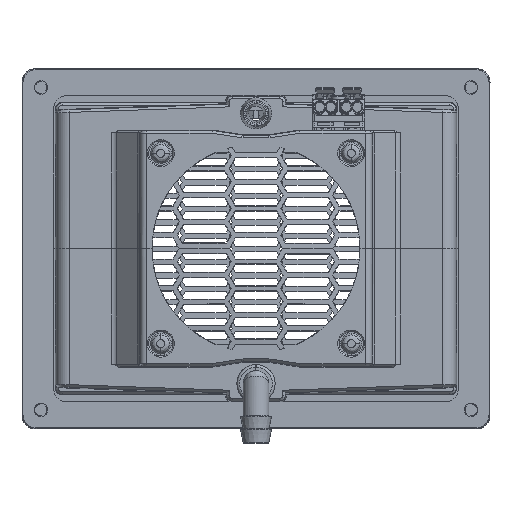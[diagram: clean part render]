
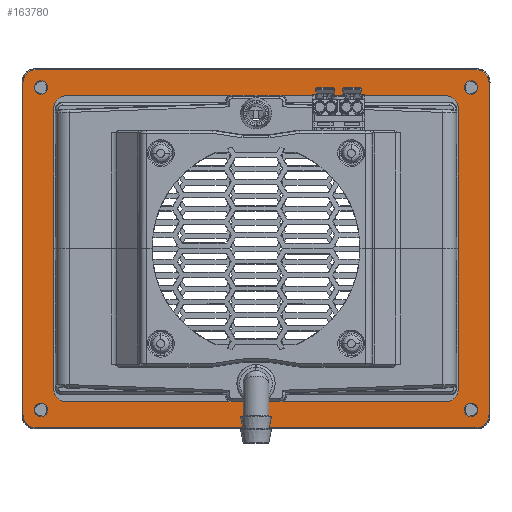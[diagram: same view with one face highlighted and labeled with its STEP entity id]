
A CAD part, top view. The second image highlights one B-rep face of the part: STEP entity #163780.
In plain terms, the highlighted face is planar.
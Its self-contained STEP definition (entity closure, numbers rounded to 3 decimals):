
#163299=CARTESIAN_POINT('',(82.5,62.25,0.));
#163300=DIRECTION('',(0.,0.,1.));
#163301=DIRECTION('',(1.,0.,0.));
#163302=AXIS2_PLACEMENT_3D('',#163299,#163300,#163301);
#163304=CARTESIAN_POINT('',(-82.5,62.25,0.));
#163305=DIRECTION('',(0.,0.,1.));
#163306=DIRECTION('',(0.,1.,0.));
#163307=AXIS2_PLACEMENT_3D('',#163304,#163305,#163306);
#163309=CARTESIAN_POINT('',(-82.5,-62.25,0.));
#163310=DIRECTION('',(0.,0.,1.));
#163311=DIRECTION('',(-1.,0.,0.));
#163312=AXIS2_PLACEMENT_3D('',#163309,#163310,#163311);
#163314=CARTESIAN_POINT('',(82.5,-62.25,0.));
#163315=DIRECTION('',(0.,0.,1.));
#163316=DIRECTION('',(0.,-1.,0.));
#163317=AXIS2_PLACEMENT_3D('',#163314,#163315,#163316);
#163319=CARTESIAN_POINT('',(-80.75,60.5,0.));
#163320=DIRECTION('',(0.,0.,-1.));
#163321=DIRECTION('',(-1.,0.,0.));
#163322=AXIS2_PLACEMENT_3D('',#163319,#163320,#163321);
#163324=CARTESIAN_POINT('',(-80.75,60.5,0.));
#163325=DIRECTION('',(0.,0.,-1.));
#163326=DIRECTION('',(1.,0.,0.));
#163327=AXIS2_PLACEMENT_3D('',#163324,#163325,#163326);
#163329=CARTESIAN_POINT('',(80.75,-60.5,0.));
#163330=DIRECTION('',(0.,0.,-1.));
#163331=DIRECTION('',(-1.,0.,0.));
#163332=AXIS2_PLACEMENT_3D('',#163329,#163330,#163331);
#163334=CARTESIAN_POINT('',(80.75,-60.5,0.));
#163335=DIRECTION('',(0.,0.,-1.));
#163336=DIRECTION('',(1.,0.,0.));
#163337=AXIS2_PLACEMENT_3D('',#163334,#163335,#163336);
#163339=CARTESIAN_POINT('',(-80.75,-60.5,0.));
#163340=DIRECTION('',(0.,0.,-1.));
#163341=DIRECTION('',(-1.,0.,0.));
#163342=AXIS2_PLACEMENT_3D('',#163339,#163340,#163341);
#163344=CARTESIAN_POINT('',(-80.75,-60.5,0.));
#163345=DIRECTION('',(0.,0.,-1.));
#163346=DIRECTION('',(1.,0.,0.));
#163347=AXIS2_PLACEMENT_3D('',#163344,#163345,#163346);
#163349=CARTESIAN_POINT('',(71.,52.5,0.));
#163350=DIRECTION('',(0.,0.,-1.));
#163351=DIRECTION('',(0.,1.,0.));
#163352=AXIS2_PLACEMENT_3D('',#163349,#163350,#163351);
#163354=CARTESIAN_POINT('',(71.,-52.5,0.));
#163355=DIRECTION('',(0.,0.,-1.));
#163356=DIRECTION('',(1.,0.,0.));
#163357=AXIS2_PLACEMENT_3D('',#163354,#163355,#163356);
#163359=CARTESIAN_POINT('',(-71.,-52.5,0.));
#163360=DIRECTION('',(0.,0.,-1.));
#163361=DIRECTION('',(0.,-1.,0.));
#163362=AXIS2_PLACEMENT_3D('',#163359,#163360,#163361);
#163364=CARTESIAN_POINT('',(-71.,52.5,0.));
#163365=DIRECTION('',(0.,0.,-1.));
#163366=DIRECTION('',(-1.,0.,0.));
#163367=AXIS2_PLACEMENT_3D('',#163364,#163365,#163366);
#163369=CARTESIAN_POINT('',(80.75,60.5,0.));
#163370=DIRECTION('',(0.,0.,-1.));
#163371=DIRECTION('',(-1.,0.,0.));
#163372=AXIS2_PLACEMENT_3D('',#163369,#163370,#163371);
#163374=CARTESIAN_POINT('',(80.75,60.5,0.));
#163375=DIRECTION('',(0.,0.,-1.));
#163376=DIRECTION('',(1.,0.,0.));
#163377=AXIS2_PLACEMENT_3D('',#163374,#163375,#163376);
#163387=DIRECTION('',(0.,-1.,0.));
#163388=VECTOR('',#163387,124.5);
#163389=CARTESIAN_POINT('',(87.5,62.25,0.));
#163390=LINE('',#163389,#163388);
#163399=DIRECTION('',(-1.,0.,0.));
#163400=VECTOR('',#163399,165.);
#163401=CARTESIAN_POINT('',(82.5,-67.25,0.));
#163402=LINE('',#163401,#163400);
#163411=DIRECTION('',(0.,1.,0.));
#163412=VECTOR('',#163411,124.5);
#163413=CARTESIAN_POINT('',(-87.5,-62.25,0.));
#163414=LINE('',#163413,#163412);
#163423=DIRECTION('',(1.,0.,0.));
#163424=VECTOR('',#163423,165.);
#163425=CARTESIAN_POINT('',(-82.5,67.25,0.));
#163426=LINE('',#163425,#163424);
#163563=DIRECTION('',(0.,1.,0.));
#163564=VECTOR('',#163563,105.);
#163565=CARTESIAN_POINT('',(76.,-52.5,0.));
#163566=LINE('',#163565,#163564);
#163575=DIRECTION('',(1.,0.,0.));
#163576=VECTOR('',#163575,142.);
#163577=CARTESIAN_POINT('',(-71.,-57.5,0.));
#163578=LINE('',#163577,#163576);
#163587=DIRECTION('',(0.,-1.,0.));
#163588=VECTOR('',#163587,105.);
#163589=CARTESIAN_POINT('',(-76.,52.5,0.));
#163590=LINE('',#163589,#163588);
#163599=DIRECTION('',(-1.,0.,0.));
#163600=VECTOR('',#163599,142.);
#163601=CARTESIAN_POINT('',(71.,57.5,0.));
#163602=LINE('',#163601,#163600);
#163619=CARTESIAN_POINT('',(87.5,62.25,0.));
#163620=CARTESIAN_POINT('',(82.5,67.25,0.));
#163621=VERTEX_POINT('',#163619);
#163622=VERTEX_POINT('',#163620);
#163623=CARTESIAN_POINT('',(-82.5,67.25,0.));
#163624=VERTEX_POINT('',#163623);
#163625=CARTESIAN_POINT('',(-87.5,62.25,0.));
#163626=VERTEX_POINT('',#163625);
#163627=CARTESIAN_POINT('',(-87.5,-62.25,0.));
#163628=VERTEX_POINT('',#163627);
#163629=CARTESIAN_POINT('',(-82.5,-67.25,0.));
#163630=VERTEX_POINT('',#163629);
#163631=CARTESIAN_POINT('',(82.5,-67.25,0.));
#163632=VERTEX_POINT('',#163631);
#163633=CARTESIAN_POINT('',(87.5,-62.25,0.));
#163634=VERTEX_POINT('',#163633);
#163635=CARTESIAN_POINT('',(-83.25,60.5,0.));
#163636=CARTESIAN_POINT('',(-78.25,60.5,0.));
#163637=VERTEX_POINT('',#163635);
#163638=VERTEX_POINT('',#163636);
#163639=CARTESIAN_POINT('',(78.25,-60.5,0.));
#163640=CARTESIAN_POINT('',(83.25,-60.5,0.));
#163641=VERTEX_POINT('',#163639);
#163642=VERTEX_POINT('',#163640);
#163643=CARTESIAN_POINT('',(-83.25,-60.5,0.));
#163644=CARTESIAN_POINT('',(-78.25,-60.5,0.));
#163645=VERTEX_POINT('',#163643);
#163646=VERTEX_POINT('',#163644);
#163647=CARTESIAN_POINT('',(71.,57.5,0.));
#163648=CARTESIAN_POINT('',(-71.,57.5,0.));
#163649=VERTEX_POINT('',#163647);
#163650=VERTEX_POINT('',#163648);
#163651=CARTESIAN_POINT('',(76.,52.5,0.));
#163652=VERTEX_POINT('',#163651);
#163653=CARTESIAN_POINT('',(76.,-52.5,0.));
#163654=VERTEX_POINT('',#163653);
#163655=CARTESIAN_POINT('',(71.,-57.5,0.));
#163656=VERTEX_POINT('',#163655);
#163657=CARTESIAN_POINT('',(-71.,-57.5,0.));
#163658=VERTEX_POINT('',#163657);
#163659=CARTESIAN_POINT('',(-76.,-52.5,0.));
#163660=VERTEX_POINT('',#163659);
#163661=CARTESIAN_POINT('',(-76.,52.5,0.));
#163662=VERTEX_POINT('',#163661);
#163663=CARTESIAN_POINT('',(78.25,60.5,0.));
#163664=CARTESIAN_POINT('',(83.25,60.5,0.));
#163665=VERTEX_POINT('',#163663);
#163666=VERTEX_POINT('',#163664);
#163715=CARTESIAN_POINT('',(0.,0.,0.));
#163716=DIRECTION('',(0.,0.,1.));
#163717=DIRECTION('',(1.,0.,0.));
#163718=AXIS2_PLACEMENT_3D('',#163715,#163716,#163717);
#163719=PLANE('',#163718);
#163721=ORIENTED_EDGE('',*,*,#163720,.T.);
#163723=ORIENTED_EDGE('',*,*,#163722,.F.);
#163725=ORIENTED_EDGE('',*,*,#163724,.T.);
#163727=ORIENTED_EDGE('',*,*,#163726,.F.);
#163729=ORIENTED_EDGE('',*,*,#163728,.T.);
#163731=ORIENTED_EDGE('',*,*,#163730,.F.);
#163733=ORIENTED_EDGE('',*,*,#163732,.T.);
#163735=ORIENTED_EDGE('',*,*,#163734,.F.);
#163736=EDGE_LOOP('',(#163721,#163723,#163725,#163727,#163729,#163731,#163733,
#163735));
#163737=FACE_OUTER_BOUND('',#163736,.F.);
#163739=ORIENTED_EDGE('',*,*,#163738,.T.);
#163741=ORIENTED_EDGE('',*,*,#163740,.T.);
#163742=EDGE_LOOP('',(#163739,#163741));
#163743=FACE_BOUND('',#163742,.F.);
#163745=ORIENTED_EDGE('',*,*,#163744,.T.);
#163747=ORIENTED_EDGE('',*,*,#163746,.T.);
#163748=EDGE_LOOP('',(#163745,#163747));
#163749=FACE_BOUND('',#163748,.F.);
#163751=ORIENTED_EDGE('',*,*,#163750,.T.);
#163753=ORIENTED_EDGE('',*,*,#163752,.T.);
#163754=EDGE_LOOP('',(#163751,#163753));
#163755=FACE_BOUND('',#163754,.F.);
#163757=ORIENTED_EDGE('',*,*,#163756,.F.);
#163759=ORIENTED_EDGE('',*,*,#163758,.T.);
#163761=ORIENTED_EDGE('',*,*,#163760,.F.);
#163763=ORIENTED_EDGE('',*,*,#163762,.T.);
#163765=ORIENTED_EDGE('',*,*,#163764,.F.);
#163767=ORIENTED_EDGE('',*,*,#163766,.T.);
#163769=ORIENTED_EDGE('',*,*,#163768,.F.);
#163771=ORIENTED_EDGE('',*,*,#163770,.T.);
#163772=EDGE_LOOP('',(#163757,#163759,#163761,#163763,#163765,#163767,#163769,
#163771));
#163773=FACE_BOUND('',#163772,.F.);
#163775=ORIENTED_EDGE('',*,*,#163774,.T.);
#163777=ORIENTED_EDGE('',*,*,#163776,.T.);
#163778=EDGE_LOOP('',(#163775,#163777));
#163779=FACE_BOUND('',#163778,.F.);
#163780=ADVANCED_FACE('',(#163737,#163743,#163749,#163755,#163773,#163779),
#163719,.F.);
#163303=CIRCLE('',#163302,5.);
#163308=CIRCLE('',#163307,5.);
#163313=CIRCLE('',#163312,5.);
#163318=CIRCLE('',#163317,5.);
#163323=CIRCLE('',#163322,2.5);
#163328=CIRCLE('',#163327,2.5);
#163333=CIRCLE('',#163332,2.5);
#163338=CIRCLE('',#163337,2.5);
#163343=CIRCLE('',#163342,2.5);
#163348=CIRCLE('',#163347,2.5);
#163353=CIRCLE('',#163352,5.);
#163358=CIRCLE('',#163357,5.);
#163363=CIRCLE('',#163362,5.);
#163368=CIRCLE('',#163367,5.);
#163373=CIRCLE('',#163372,2.5);
#163378=CIRCLE('',#163377,2.5);
#163720=EDGE_CURVE('',#163621,#163622,#163303,.T.);
#163722=EDGE_CURVE('',#163624,#163622,#163426,.T.);
#163724=EDGE_CURVE('',#163624,#163626,#163308,.T.);
#163726=EDGE_CURVE('',#163628,#163626,#163414,.T.);
#163728=EDGE_CURVE('',#163628,#163630,#163313,.T.);
#163730=EDGE_CURVE('',#163632,#163630,#163402,.T.);
#163732=EDGE_CURVE('',#163632,#163634,#163318,.T.);
#163734=EDGE_CURVE('',#163621,#163634,#163390,.T.);
#163738=EDGE_CURVE('',#163637,#163638,#163323,.T.);
#163740=EDGE_CURVE('',#163638,#163637,#163328,.T.);
#163744=EDGE_CURVE('',#163641,#163642,#163333,.T.);
#163746=EDGE_CURVE('',#163642,#163641,#163338,.T.);
#163750=EDGE_CURVE('',#163645,#163646,#163343,.T.);
#163752=EDGE_CURVE('',#163646,#163645,#163348,.T.);
#163756=EDGE_CURVE('',#163649,#163650,#163602,.T.);
#163758=EDGE_CURVE('',#163649,#163652,#163353,.T.);
#163760=EDGE_CURVE('',#163654,#163652,#163566,.T.);
#163762=EDGE_CURVE('',#163654,#163656,#163358,.T.);
#163764=EDGE_CURVE('',#163658,#163656,#163578,.T.);
#163766=EDGE_CURVE('',#163658,#163660,#163363,.T.);
#163768=EDGE_CURVE('',#163662,#163660,#163590,.T.);
#163770=EDGE_CURVE('',#163662,#163650,#163368,.T.);
#163774=EDGE_CURVE('',#163665,#163666,#163373,.T.);
#163776=EDGE_CURVE('',#163666,#163665,#163378,.T.);
